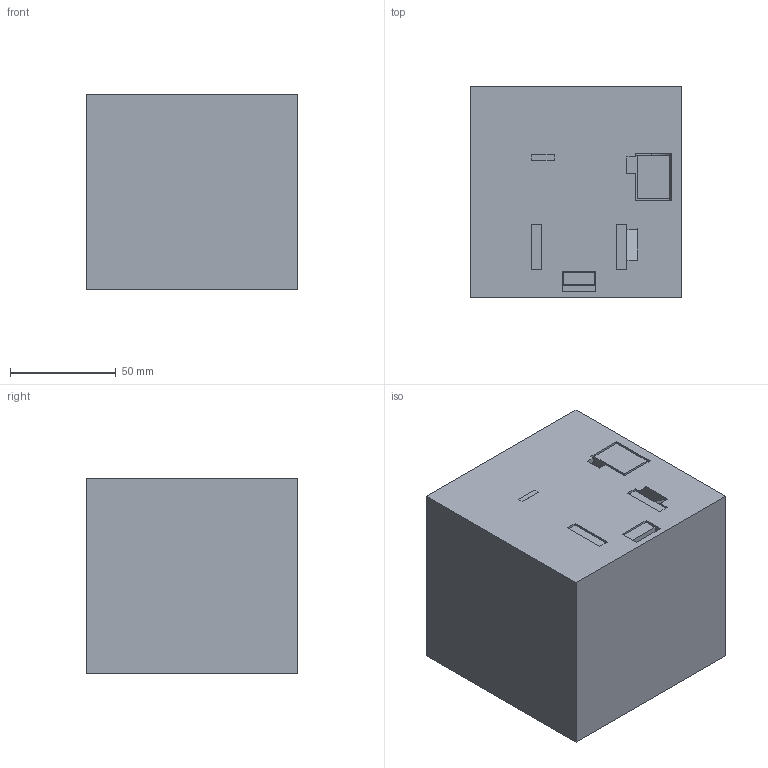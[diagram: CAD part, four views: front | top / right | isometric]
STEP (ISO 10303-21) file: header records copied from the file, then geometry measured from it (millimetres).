
FILE_DESCRIPTION(('STEP AP242'), '1');
FILE_NAME('air-1-weird', '2023-03-30T19:38:22', ('Fedor'), (''), 'C3D Converter', 'C3D Toolkit', '');
FILE_SCHEMA(('AP242_MANAGED_MODEL_BASED_3D_ENGINEERING_MIM_LF { 1 0 10303 442 1 1 4 }'));
Length unit declared in the file: millimetre
Bounding box: 100 x 100 x 92.5 mm (x, y, z)
Volume: 913629.9 mm3; surface area: 71486.6 mm2
Topology: 1 solids, 1 shells, 160 faces, 467 edges, 309 vertices
Faces by surface type: plane 91, bspline 35, cylinder 20, cone 6, torus 4, sphere 4
Full cylindrical faces by diameter (mm): 0.4 x1, 1.5 x1, 2 x1, 2.5 x2, 3 x3, 5 x2, 6 x1
Entity records: 21844 total; most frequent: CARTESIAN_POINT 16744, ORIENTED_EDGE 854, DIRECTION 617, EDGE_CURVE 427, VERTEX_POINT 298, LINE 227, VECTOR 227, EDGE_LOOP 209
